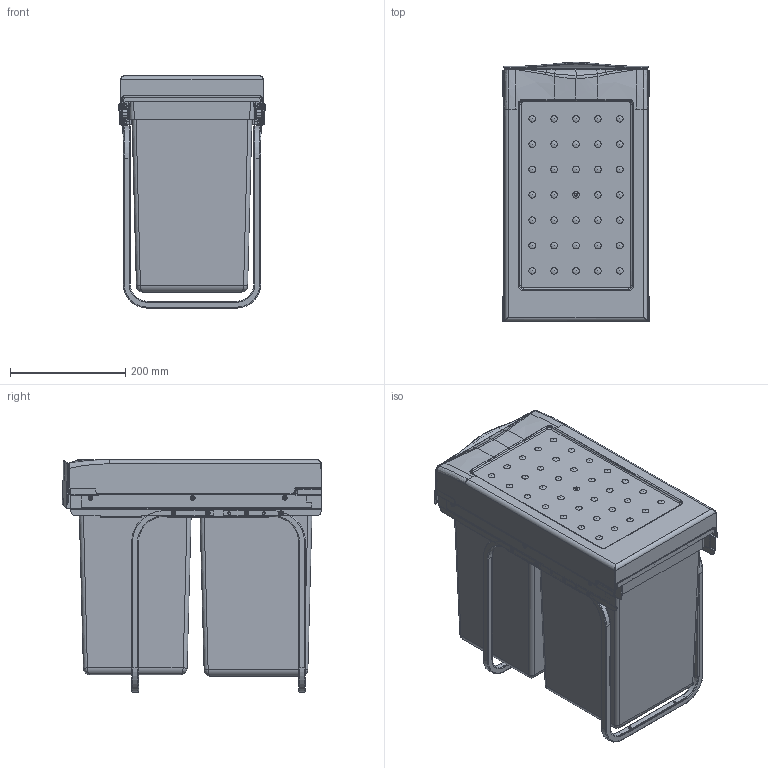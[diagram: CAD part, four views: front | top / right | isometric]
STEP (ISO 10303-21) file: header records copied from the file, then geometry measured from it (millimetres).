
FILE_DESCRIPTION( ( 'Unknown' ), '1' );
FILE_NAME( '222____.stp', 'Unknown', ( 'Unknown' ), ( 'Unknown' ), 'PSStep 15.0.49', 'Unknown', ' ' );
FILE_SCHEMA( ( 'AUTOMOTIVE_DESIGN { 1 0 10303 214 1 1 1 1 }' ) );
Length unit declared in the file: millimetre
Products named in the file (36): elementi vari; 1420_RIVETTO; 1420_RIVETTO-oa0; 1420_RIVETTO-oa1; 1420_RIVETTO-oa2; 1420_RIVETTO-oa3; 1420_RIVETTO-oa4; 1420_RIVETTO-oa5; 1420_RIVETTO-oa6; 1420_RIVETTO-oa7; 1420_RIVETTO-oa8; 1420_RIVETTO-oa9; 1420_RIVETTO-oa10; 1420_RIVETTO-oa11; 1420_RIVETTO-oa12; 1420_RIVETTO-oa13; 1420_RIVETTO-oa14; 1420_RIVETTO-oa15; 1420_RIVETTO-oa16; 1420_13-DX; 1420_13-DX_11; 1420_13-DX_13; Parte1; 1420_13-DX_15; 1420_13-SX; 1420_13-SX_6; 1420_13-SX_4; 1420_13-SX_8; supporto 221 modifica 13-03-10; secchio 225 asm; secchio225; MANico 225; Assem1; LAMIERINO mod W 000; piede 222 reale; LAMIERINO mod W dx 000
Assembly tree (37 placements, depth 3):
  Assem1
    LAMIERINO mod W 000
    piede 222 reale  x2
    LAMIERINO mod W dx 000
    elementi vari
      1420_RIVETTO
      1420_RIVETTO-oa0
      1420_RIVETTO-oa1
      1420_RIVETTO-oa2
      1420_RIVETTO-oa3
      1420_RIVETTO-oa4
      1420_RIVETTO-oa5
      1420_RIVETTO-oa6
      1420_RIVETTO-oa7
      1420_RIVETTO-oa8
      1420_RIVETTO-oa9
      1420_RIVETTO-oa10
      1420_RIVETTO-oa11
      1420_RIVETTO-oa12
      1420_RIVETTO-oa13
      1420_RIVETTO-oa14
      1420_RIVETTO-oa15
      1420_RIVETTO-oa16
      1420_13-DX
      1420_13-DX_11
      1420_13-DX_13
      Parte1
      1420_13-DX_15
      1420_13-SX
      1420_13-SX_6
      1420_13-SX_4
      1420_13-SX_8
      supporto 221 modifica 13-03-10
    secchio 225 asm  x2
      secchio225
      MANico 225
Bounding box: 254.4 x 450.21 x 403.5 mm (x, y, z)
Volume: 2145959.2 mm3; surface area: 2270410.6 mm2
Topology: 36 solids, 36 shells, 2340 faces, 6142 edges, 3853 vertices
Faces by surface type: plane 975, cylinder 858, bspline 227, sphere 112, torus 102, revolution 42, extrusion 16, cone 8
Full cylindrical faces by diameter (mm): 1.5 x18, 4 x22, 4.3 x30, 4.5 x24, 6 x4
Entity records: 82401 total; most frequent: CARTESIAN_POINT 26194, ORIENTED_EDGE 10024, DIRECTION 9588, EDGE_CURVE 5012, VERTEX_POINT 3354, AXIS2_PLACEMENT_3D 3285, VECTOR 2976, LINE 2960
